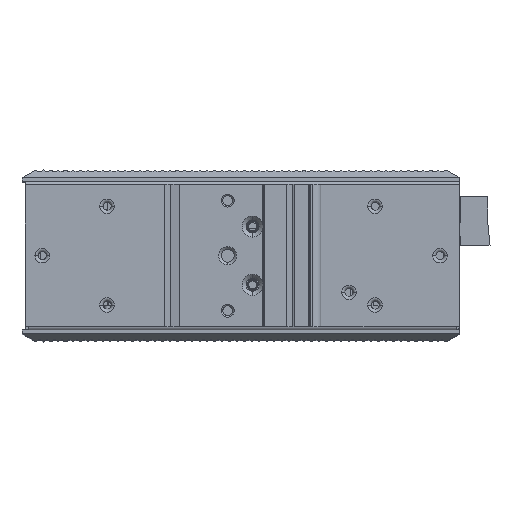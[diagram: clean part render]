
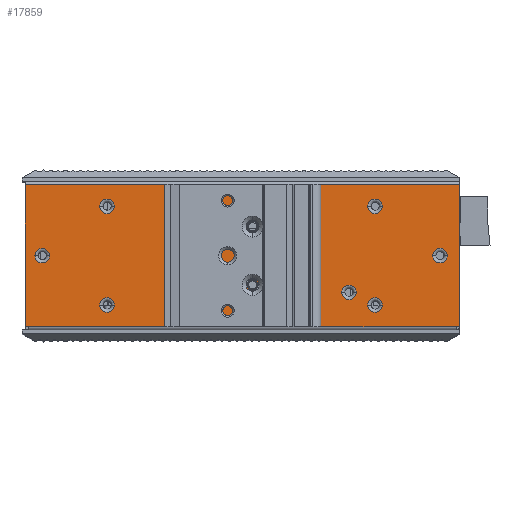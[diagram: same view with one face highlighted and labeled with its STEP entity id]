
A CAD part, top view. The second image highlights one B-rep face of the part: STEP entity #17859.
In plain terms, the highlighted planar face has unit normal (0, 0, 1).
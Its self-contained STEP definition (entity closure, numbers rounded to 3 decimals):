
#6326=DIRECTION('',(-1.,0.,0.));
#6327=VECTOR('',#6326,132.);
#6328=CARTESIAN_POINT('',(65.66,0.,46.3));
#6329=LINE('',#6328,#6327);
#6333=DIRECTION('',(1.,0.,0.));
#6334=VECTOR('',#6333,1.);
#6335=CARTESIAN_POINT('',(-67.34,0.,46.3));
#6336=LINE('',#6335,#6334);
#6340=DIRECTION('',(0.,-1.,0.));
#6341=VECTOR('',#6340,43.8);
#6342=CARTESIAN_POINT('',(-67.34,43.8,46.3));
#6343=LINE('',#6342,#6341);
#6347=DIRECTION('',(0.,1.,0.));
#6348=VECTOR('',#6347,43.8);
#6349=CARTESIAN_POINT('',(66.66,0.,46.3));
#6350=LINE('',#6349,#6348);
#6354=DIRECTION('',(1.,0.,0.));
#6355=VECTOR('',#6354,1.);
#6356=CARTESIAN_POINT('',(65.66,0.,46.3));
#6357=LINE('',#6356,#6355);
#6361=CARTESIAN_POINT('',(2.83,30.9,46.3));
#6362=DIRECTION('',(0.,0.,-1.));
#6363=DIRECTION('',(-1.,0.,0.));
#6364=AXIS2_PLACEMENT_3D('',#6361,#6362,#6363);
#6369=CARTESIAN_POINT('',(2.83,30.9,46.3));
#6370=DIRECTION('',(0.,0.,-1.));
#6371=DIRECTION('',(1.,0.,0.));
#6372=AXIS2_PLACEMENT_3D('',#6369,#6370,#6371);
#6377=CARTESIAN_POINT('',(2.83,12.9,46.3));
#6378=DIRECTION('',(0.,0.,-1.));
#6379=DIRECTION('',(-1.,0.,0.));
#6380=AXIS2_PLACEMENT_3D('',#6377,#6378,#6379);
#6385=CARTESIAN_POINT('',(2.83,12.9,46.3));
#6386=DIRECTION('',(0.,0.,-1.));
#6387=DIRECTION('',(1.,0.,0.));
#6388=AXIS2_PLACEMENT_3D('',#6385,#6386,#6387);
#6393=CARTESIAN_POINT('',(40.66,6.65,46.3));
#6394=DIRECTION('',(0.,0.,-1.));
#6395=DIRECTION('',(1.,0.,0.));
#6396=AXIS2_PLACEMENT_3D('',#6393,#6394,#6395);
#6401=CARTESIAN_POINT('',(40.66,6.65,46.3));
#6402=DIRECTION('',(0.,0.,-1.));
#6403=DIRECTION('',(-1.,0.,0.));
#6404=AXIS2_PLACEMENT_3D('',#6401,#6402,#6403);
#6409=CARTESIAN_POINT('',(40.66,37.15,46.3));
#6410=DIRECTION('',(0.,0.,-1.));
#6411=DIRECTION('',(1.,0.,0.));
#6412=AXIS2_PLACEMENT_3D('',#6409,#6410,#6411);
#6417=CARTESIAN_POINT('',(40.66,37.15,46.3));
#6418=DIRECTION('',(0.,0.,-1.));
#6419=DIRECTION('',(-1.,0.,0.));
#6420=AXIS2_PLACEMENT_3D('',#6417,#6418,#6419);
#6425=CARTESIAN_POINT('',(-42.08,6.65,46.3));
#6426=DIRECTION('',(0.,0.,-1.));
#6427=DIRECTION('',(1.,0.,0.));
#6428=AXIS2_PLACEMENT_3D('',#6425,#6426,#6427);
#6433=CARTESIAN_POINT('',(-42.08,6.65,46.3));
#6434=DIRECTION('',(0.,0.,-1.));
#6435=DIRECTION('',(-1.,0.,0.));
#6436=AXIS2_PLACEMENT_3D('',#6433,#6434,#6435);
#6441=CARTESIAN_POINT('',(-42.08,37.15,46.3));
#6442=DIRECTION('',(0.,0.,-1.));
#6443=DIRECTION('',(1.,0.,0.));
#6444=AXIS2_PLACEMENT_3D('',#6441,#6442,#6443);
#6449=CARTESIAN_POINT('',(-42.08,37.15,46.3));
#6450=DIRECTION('',(0.,0.,-1.));
#6451=DIRECTION('',(-1.,0.,0.));
#6452=AXIS2_PLACEMENT_3D('',#6449,#6450,#6451);
#6457=CARTESIAN_POINT('',(32.56,10.6,46.3));
#6458=DIRECTION('',(0.,0.,-1.));
#6459=DIRECTION('',(1.,0.,0.));
#6460=AXIS2_PLACEMENT_3D('',#6457,#6458,#6459);
#6465=CARTESIAN_POINT('',(32.56,10.6,46.3));
#6466=DIRECTION('',(0.,0.,-1.));
#6467=DIRECTION('',(-1.,0.,0.));
#6468=AXIS2_PLACEMENT_3D('',#6465,#6466,#6467);
#6473=CARTESIAN_POINT('',(60.66,21.9,46.3));
#6474=DIRECTION('',(0.,0.,-1.));
#6475=DIRECTION('',(1.,0.,0.));
#6476=AXIS2_PLACEMENT_3D('',#6473,#6474,#6475);
#6481=CARTESIAN_POINT('',(60.66,21.9,46.3));
#6482=DIRECTION('',(0.,0.,-1.));
#6483=DIRECTION('',(-1.,0.,0.));
#6484=AXIS2_PLACEMENT_3D('',#6481,#6482,#6483);
#6489=CARTESIAN_POINT('',(-62.08,21.9,46.3));
#6490=DIRECTION('',(0.,0.,-1.));
#6491=DIRECTION('',(1.,0.,0.));
#6492=AXIS2_PLACEMENT_3D('',#6489,#6490,#6491);
#6497=CARTESIAN_POINT('',(-62.08,21.9,46.3));
#6498=DIRECTION('',(0.,0.,-1.));
#6499=DIRECTION('',(-1.,0.,0.));
#6500=AXIS2_PLACEMENT_3D('',#6497,#6498,#6499);
#6569=DIRECTION('',(-1.,0.,0.));
#6570=VECTOR('',#6569,134.);
#6571=CARTESIAN_POINT('',(66.66,43.8,46.3));
#6572=LINE('',#6571,#6570);
#12432=CARTESIAN_POINT('',(66.66,0.,46.3));
#12434=VERTEX_POINT('',#12432);
#12435=CARTESIAN_POINT('',(65.66,0.,46.3));
#12436=VERTEX_POINT('',#12435);
#12438=CARTESIAN_POINT('',(-67.34,0.,46.3));
#12440=VERTEX_POINT('',#12438);
#12441=CARTESIAN_POINT('',(-66.34,0.,46.3));
#12442=VERTEX_POINT('',#12441);
#12459=CARTESIAN_POINT('',(66.66,43.8,46.3));
#12460=CARTESIAN_POINT('',(-67.34,43.8,46.3));
#12461=VERTEX_POINT('',#12459);
#12462=VERTEX_POINT('',#12460);
#12497=CARTESIAN_POINT('',(1.33,30.9,46.3));
#12498=CARTESIAN_POINT('',(4.33,30.9,46.3));
#12499=VERTEX_POINT('',#12497);
#12500=VERTEX_POINT('',#12498);
#12505=CARTESIAN_POINT('',(1.33,12.9,46.3));
#12506=CARTESIAN_POINT('',(4.33,12.9,46.3));
#12507=VERTEX_POINT('',#12505);
#12508=VERTEX_POINT('',#12506);
#12581=CARTESIAN_POINT('',(42.91,6.65,46.3));
#12582=CARTESIAN_POINT('',(38.41,6.65,46.3));
#12583=VERTEX_POINT('',#12581);
#12584=VERTEX_POINT('',#12582);
#12601=CARTESIAN_POINT('',(42.91,37.15,46.3));
#12602=CARTESIAN_POINT('',(38.41,37.15,46.3));
#12603=VERTEX_POINT('',#12601);
#12604=VERTEX_POINT('',#12602);
#12621=CARTESIAN_POINT('',(-39.83,6.65,46.3));
#12622=CARTESIAN_POINT('',(-44.33,6.65,46.3));
#12623=VERTEX_POINT('',#12621);
#12624=VERTEX_POINT('',#12622);
#12641=CARTESIAN_POINT('',(-39.83,37.15,46.3));
#12642=CARTESIAN_POINT('',(-44.33,37.15,46.3));
#12643=VERTEX_POINT('',#12641);
#12644=VERTEX_POINT('',#12642);
#14437=CARTESIAN_POINT('',(34.81,10.6,46.3));
#14438=CARTESIAN_POINT('',(30.31,10.6,46.3));
#14439=VERTEX_POINT('',#14437);
#14440=VERTEX_POINT('',#14438);
#14457=CARTESIAN_POINT('',(62.91,21.9,46.3));
#14458=CARTESIAN_POINT('',(58.41,21.9,46.3));
#14459=VERTEX_POINT('',#14457);
#14460=VERTEX_POINT('',#14458);
#14477=CARTESIAN_POINT('',(-59.83,21.9,46.3));
#14478=CARTESIAN_POINT('',(-64.33,21.9,46.3));
#14479=VERTEX_POINT('',#14477);
#14480=VERTEX_POINT('',#14478);
#17790=CARTESIAN_POINT('',(-66.34,0.,46.3));
#17791=DIRECTION('',(0.,0.,-1.));
#17792=DIRECTION('',(-1.,0.,0.));
#17793=AXIS2_PLACEMENT_3D('',#17790,#17791,#17792);
#17794=PLANE('',#17793);
#17795=ORIENTED_EDGE('',*,*,#17783,.T.);
#17796=ORIENTED_EDGE('',*,*,#15297,.F.);
#17798=ORIENTED_EDGE('',*,*,#17797,.F.);
#17800=ORIENTED_EDGE('',*,*,#17799,.F.);
#17801=ORIENTED_EDGE('',*,*,#15426,.F.);
#17802=ORIENTED_EDGE('',*,*,#15439,.F.);
#17803=EDGE_LOOP('',(#17795,#17796,#17798,#17800,#17801,#17802));
#17804=FACE_OUTER_BOUND('',#17803,.F.);
#17806=ORIENTED_EDGE('',*,*,#17805,.F.);
#17808=ORIENTED_EDGE('',*,*,#17807,.F.);
#17809=EDGE_LOOP('',(#17806,#17808));
#17810=FACE_BOUND('',#17809,.F.);
#17812=ORIENTED_EDGE('',*,*,#17811,.F.);
#17814=ORIENTED_EDGE('',*,*,#17813,.F.);
#17815=EDGE_LOOP('',(#17812,#17814));
#17816=FACE_BOUND('',#17815,.F.);
#17818=ORIENTED_EDGE('',*,*,#17817,.F.);
#17820=ORIENTED_EDGE('',*,*,#17819,.F.);
#17821=EDGE_LOOP('',(#17818,#17820));
#17822=FACE_BOUND('',#17821,.F.);
#17824=ORIENTED_EDGE('',*,*,#17823,.F.);
#17826=ORIENTED_EDGE('',*,*,#17825,.F.);
#17827=EDGE_LOOP('',(#17824,#17826));
#17828=FACE_BOUND('',#17827,.F.);
#17830=ORIENTED_EDGE('',*,*,#17829,.F.);
#17832=ORIENTED_EDGE('',*,*,#17831,.F.);
#17833=EDGE_LOOP('',(#17830,#17832));
#17834=FACE_BOUND('',#17833,.F.);
#17836=ORIENTED_EDGE('',*,*,#17835,.F.);
#17838=ORIENTED_EDGE('',*,*,#17837,.F.);
#17839=EDGE_LOOP('',(#17836,#17838));
#17840=FACE_BOUND('',#17839,.F.);
#17842=ORIENTED_EDGE('',*,*,#17841,.F.);
#17844=ORIENTED_EDGE('',*,*,#17843,.F.);
#17845=EDGE_LOOP('',(#17842,#17844));
#17846=FACE_BOUND('',#17845,.F.);
#17848=ORIENTED_EDGE('',*,*,#17847,.F.);
#17850=ORIENTED_EDGE('',*,*,#17849,.F.);
#17851=EDGE_LOOP('',(#17848,#17850));
#17852=FACE_BOUND('',#17851,.F.);
#17854=ORIENTED_EDGE('',*,*,#17853,.F.);
#17856=ORIENTED_EDGE('',*,*,#17855,.F.);
#17857=EDGE_LOOP('',(#17854,#17856));
#17858=FACE_BOUND('',#17857,.F.);
#6365=CIRCLE('',#6364,1.5);
#6373=CIRCLE('',#6372,1.5);
#6381=CIRCLE('',#6380,1.5);
#6389=CIRCLE('',#6388,1.5);
#6397=CIRCLE('',#6396,2.25);
#6405=CIRCLE('',#6404,2.25);
#6413=CIRCLE('',#6412,2.25);
#6421=CIRCLE('',#6420,2.25);
#6429=CIRCLE('',#6428,2.25);
#6437=CIRCLE('',#6436,2.25);
#6445=CIRCLE('',#6444,2.25);
#6453=CIRCLE('',#6452,2.25);
#6461=CIRCLE('',#6460,2.25);
#6469=CIRCLE('',#6468,2.25);
#6477=CIRCLE('',#6476,2.25);
#6485=CIRCLE('',#6484,2.25);
#6493=CIRCLE('',#6492,2.25);
#6501=CIRCLE('',#6500,2.25);
#15297=EDGE_CURVE('',#12440,#12442,#6336,.T.);
#15426=EDGE_CURVE('',#12434,#12461,#6350,.T.);
#15439=EDGE_CURVE('',#12436,#12434,#6357,.T.);
#17783=EDGE_CURVE('',#12436,#12442,#6329,.T.);
#17797=EDGE_CURVE('',#12462,#12440,#6343,.T.);
#17799=EDGE_CURVE('',#12461,#12462,#6572,.T.);
#17805=EDGE_CURVE('',#12499,#12500,#6365,.T.);
#17807=EDGE_CURVE('',#12500,#12499,#6373,.T.);
#17811=EDGE_CURVE('',#12507,#12508,#6381,.T.);
#17813=EDGE_CURVE('',#12508,#12507,#6389,.T.);
#17817=EDGE_CURVE('',#12583,#12584,#6397,.T.);
#17819=EDGE_CURVE('',#12584,#12583,#6405,.T.);
#17823=EDGE_CURVE('',#12603,#12604,#6413,.T.);
#17825=EDGE_CURVE('',#12604,#12603,#6421,.T.);
#17829=EDGE_CURVE('',#12623,#12624,#6429,.T.);
#17831=EDGE_CURVE('',#12624,#12623,#6437,.T.);
#17835=EDGE_CURVE('',#12643,#12644,#6445,.T.);
#17837=EDGE_CURVE('',#12644,#12643,#6453,.T.);
#17841=EDGE_CURVE('',#14439,#14440,#6461,.T.);
#17843=EDGE_CURVE('',#14440,#14439,#6469,.T.);
#17847=EDGE_CURVE('',#14459,#14460,#6477,.T.);
#17849=EDGE_CURVE('',#14460,#14459,#6485,.T.);
#17853=EDGE_CURVE('',#14479,#14480,#6493,.T.);
#17855=EDGE_CURVE('',#14480,#14479,#6501,.T.);
#17859=ADVANCED_FACE('',(#17804,#17810,#17816,#17822,#17828,#17834,#17840,
#17846,#17852,#17858),#17794,.F.);
